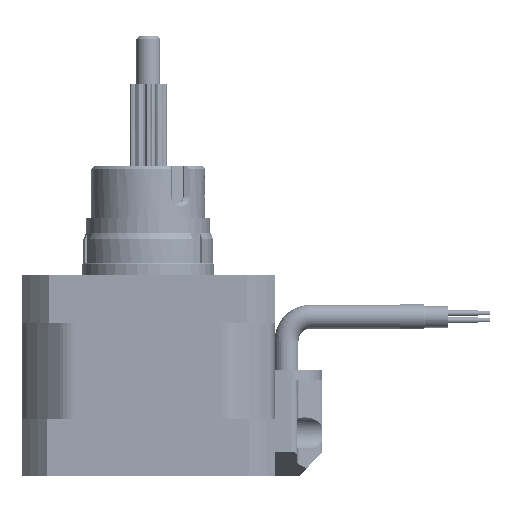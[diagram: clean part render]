
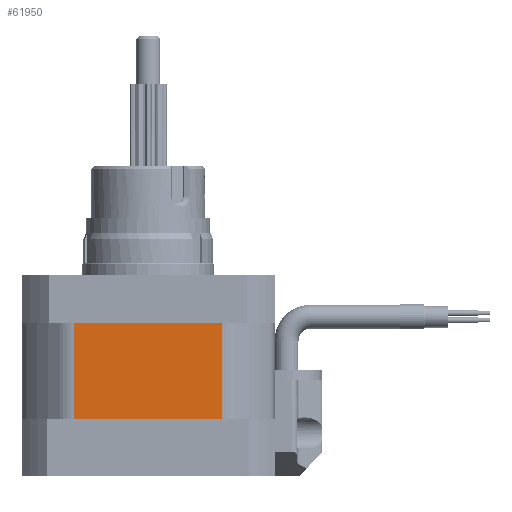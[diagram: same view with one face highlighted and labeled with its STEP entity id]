
A CAD part, left-side view. The second image highlights one B-rep face of the part: STEP entity #61950.
In plain terms, the highlighted face is planar.
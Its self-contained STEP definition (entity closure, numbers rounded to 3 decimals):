
#1269 = EDGE_CURVE ( 'NONE', #41602, #28452, #4874, .T. ) ;
#4874 = LINE ( 'NONE', #18717, #57662 ) ;
#5014 = FACE_OUTER_BOUND ( 'NONE', #9128, .T. ) ;
#7516 = CARTESIAN_POINT ( 'NONE',  ( -12.361, -21.1, 8. ) ) ;
#9128 = EDGE_LOOP ( 'NONE', ( #71168, #30170, #25265, #35355 ) ) ;
#12170 = VECTOR ( 'NONE', #47451, 1000. ) ;
#13127 = LINE ( 'NONE', #76210, #17747 ) ;
#16177 = VECTOR ( 'NONE', #62207, 1000. ) ;
#17747 = VECTOR ( 'NONE', #68584, 1000. ) ;
#18133 = VERTEX_POINT ( 'NONE', #74537 ) ;
#18153 = LINE ( 'NONE', #20641, #12170 ) ;
#18717 = CARTESIAN_POINT ( 'NONE',  ( -12.361, -21.1, 8. ) ) ;
#20641 = CARTESIAN_POINT ( 'NONE',  ( -12.361, -21.1, 8. ) ) ;
#25265 = ORIENTED_EDGE ( 'NONE', *, *, #31711, .F. ) ;
#26881 = DIRECTION ( 'NONE',  ( 0., 0., 1. ) ) ;
#27358 = AXIS2_PLACEMENT_3D ( 'NONE', #87661, #66672, #26881 ) ;
#28452 = VERTEX_POINT ( 'NONE', #86270 ) ;
#29851 = EDGE_CURVE ( 'NONE', #60899, #18133, #13127, .T. ) ;
#30170 = ORIENTED_EDGE ( 'NONE', *, *, #29851, .F. ) ;
#31711 = EDGE_CURVE ( 'NONE', #41602, #60899, #18153, .T. ) ;
#34962 = CARTESIAN_POINT ( 'NONE',  ( -12.361, -21.1, -8. ) ) ;
#35355 = ORIENTED_EDGE ( 'NONE', *, *, #1269, .T. ) ;
#41602 = VERTEX_POINT ( 'NONE', #7516 ) ;
#47451 = DIRECTION ( 'NONE',  ( 1., 0., 0. ) ) ;
#48351 = LINE ( 'NONE', #34962, #16177 ) ;
#57662 = VECTOR ( 'NONE', #65682, 1000. ) ;
#60899 = VERTEX_POINT ( 'NONE', #78182 ) ;
#61950 = ADVANCED_FACE ( 'NONE', ( #5014 ), #87220, .F. ) ;
#62207 = DIRECTION ( 'NONE',  ( 1., 0., 0. ) ) ;
#63902 = EDGE_CURVE ( 'NONE', #28452, #18133, #48351, .T. ) ;
#65682 = DIRECTION ( 'NONE',  ( 0., 0., -1. ) ) ;
#66672 = DIRECTION ( 'NONE',  ( 0., 1., 0. ) ) ;
#68584 = DIRECTION ( 'NONE',  ( 0., 0., -1. ) ) ;
#71168 = ORIENTED_EDGE ( 'NONE', *, *, #63902, .T. ) ;
#74537 = CARTESIAN_POINT ( 'NONE',  ( 12.361, -21.1, -8. ) ) ;
#76210 = CARTESIAN_POINT ( 'NONE',  ( 12.361, -21.1, 8. ) ) ;
#78182 = CARTESIAN_POINT ( 'NONE',  ( 12.361, -21.1, 8. ) ) ;
#86270 = CARTESIAN_POINT ( 'NONE',  ( -12.361, -21.1, -8. ) ) ;
#87220 = PLANE ( 'NONE',  #27358 ) ;
#87661 = CARTESIAN_POINT ( 'NONE',  ( -12.361, -21.1, 8. ) ) ;
